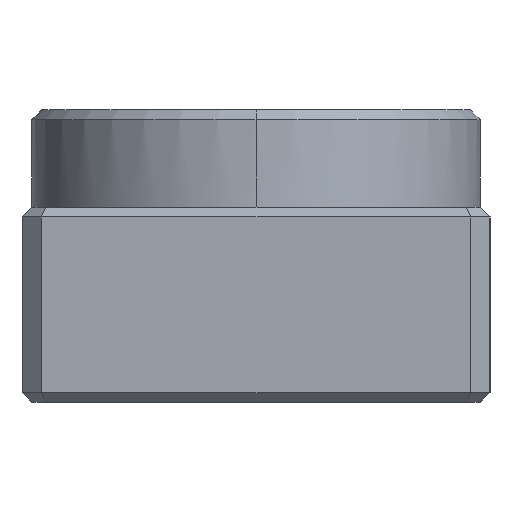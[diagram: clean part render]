
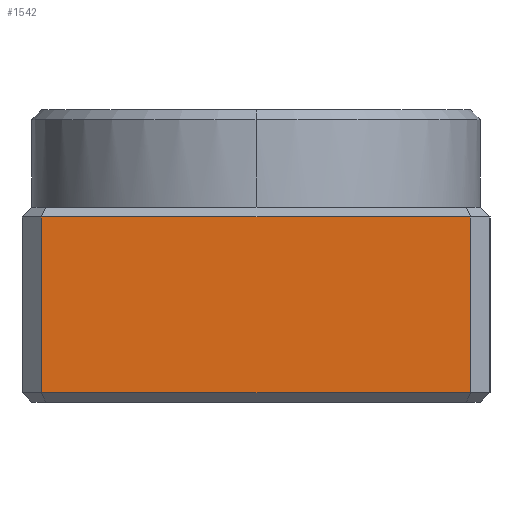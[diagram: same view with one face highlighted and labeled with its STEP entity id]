
A CAD part, left-side view. The second image highlights one B-rep face of the part: STEP entity #1542.
In plain terms, the highlighted planar face has unit normal (-1, 0, 0).
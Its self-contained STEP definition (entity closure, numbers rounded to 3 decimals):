
#45 = ORIENTED_EDGE ( 'NONE', *, *, #225, .T. ) ;
#225 = EDGE_CURVE ( 'NONE', #1653, #230, #1521, .T. ) ;
#230 = VERTEX_POINT ( 'NONE', #1452 ) ;
#525 = VECTOR ( 'NONE', #1623, 1000. ) ;
#738 = DIRECTION ( 'NONE',  ( 0., 0., -1. ) ) ;
#799 = DIRECTION ( 'NONE',  ( 0., 1., 0. ) ) ;
#800 = DIRECTION ( 'NONE',  ( 0., -1., 0. ) ) ;
#851 = ORIENTED_EDGE ( 'NONE', *, *, #2028, .T. ) ;
#900 = CARTESIAN_POINT ( 'NONE',  ( -42., -22., 20. ) ) ;
#942 = PLANE ( 'NONE',  #1062 ) ;
#1062 = AXIS2_PLACEMENT_3D ( 'NONE', #2082, #1117, #799 ) ;
#1104 = ORIENTED_EDGE ( 'NONE', *, *, #1699, .F. ) ;
#1117 = DIRECTION ( 'NONE',  ( 1., 0., 0. ) ) ;
#1139 = LINE ( 'NONE', #1296, #525 ) ;
#1193 = VECTOR ( 'NONE', #1856, 1000. ) ;
#1245 = VECTOR ( 'NONE', #800, 1000. ) ;
#1281 = CARTESIAN_POINT ( 'NONE',  ( -42., 22., 1. ) ) ;
#1288 = EDGE_LOOP ( 'NONE', ( #1695, #45, #1104, #851 ) ) ;
#1296 = CARTESIAN_POINT ( 'NONE',  ( -42., 22., 19. ) ) ;
#1452 = CARTESIAN_POINT ( 'NONE',  ( -42., -22., 1. ) ) ;
#1471 = VERTEX_POINT ( 'NONE', #2100 ) ;
#1476 = VERTEX_POINT ( 'NONE', #1603 ) ;
#1521 = LINE ( 'NONE', #1281, #1245 ) ;
#1542 = ADVANCED_FACE ( 'NONE', ( #1882 ), #942, .F. ) ;
#1603 = CARTESIAN_POINT ( 'NONE',  ( -42., 22., 19. ) ) ;
#1623 = DIRECTION ( 'NONE',  ( 0., 1., 0. ) ) ;
#1653 = VERTEX_POINT ( 'NONE', #1802 ) ;
#1695 = ORIENTED_EDGE ( 'NONE', *, *, #1703, .T. ) ;
#1699 = EDGE_CURVE ( 'NONE', #1471, #230, #1936, .T. ) ;
#1703 = EDGE_CURVE ( 'NONE', #1476, #1653, #1969, .T. ) ;
#1753 = VECTOR ( 'NONE', #738, 1000. ) ;
#1802 = CARTESIAN_POINT ( 'NONE',  ( -42., 22., 1. ) ) ;
#1856 = DIRECTION ( 'NONE',  ( 0., 0., -1. ) ) ;
#1882 = FACE_OUTER_BOUND ( 'NONE', #1288, .T. ) ;
#1936 = LINE ( 'NONE', #900, #1193 ) ;
#1969 = LINE ( 'NONE', #2055, #1753 ) ;
#2028 = EDGE_CURVE ( 'NONE', #1471, #1476, #1139, .T. ) ;
#2055 = CARTESIAN_POINT ( 'NONE',  ( -42., 22., 20. ) ) ;
#2082 = CARTESIAN_POINT ( 'NONE',  ( -42., 22., 20. ) ) ;
#2100 = CARTESIAN_POINT ( 'NONE',  ( -42., -22., 19. ) ) ;
